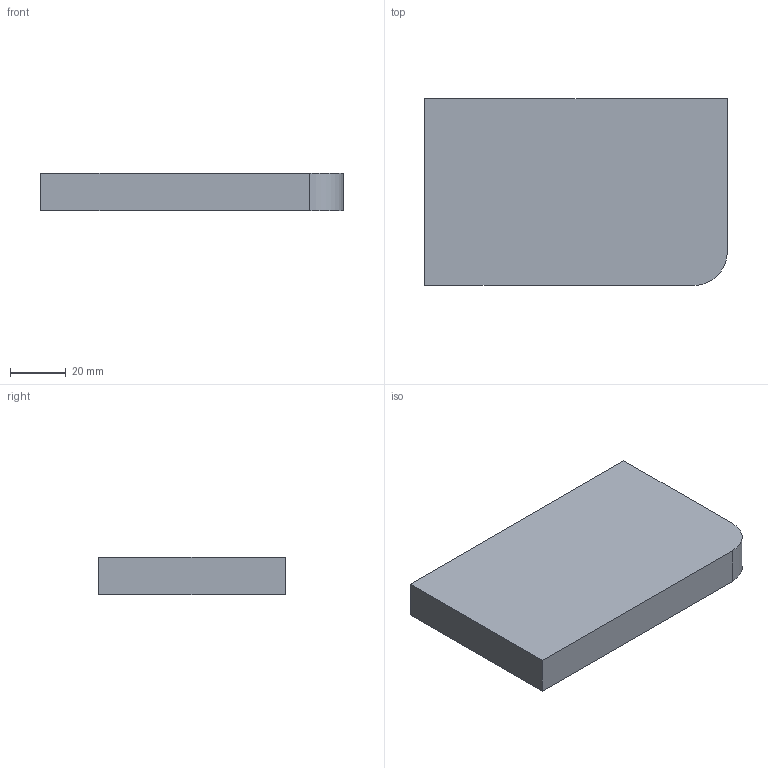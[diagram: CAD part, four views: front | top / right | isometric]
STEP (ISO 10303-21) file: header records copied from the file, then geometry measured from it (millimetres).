
FILE_DESCRIPTION(('FreeCAD Model'),'2;1');
FILE_NAME('20230720_main_1.stp', '2023-07-20T23:32:57',('Author'),(''), 'Open CASCADE STEP processor 6.9','FreeCAD','Unknown');
FILE_SCHEMA(('AUTOMOTIVE_DESIGN { 1 0 10303 214 1 1 1 1 }'));
Length unit declared in the file: millimetre
Products named in the file (1): Pocket
Bounding box: 108.41 x 67 x 13.5 mm (x, y, z)
Volume: 97636.8 mm3; surface area: 19136.2 mm2
Topology: 1 solids, 1 shells, 53 faces, 144 edges, 96 vertices
Faces by surface type: plane 52, cylinder 1
Entity records: 3533 total; most frequent: CARTESIAN_POINT 582, DIRECTION 542, LINE 428, VECTOR 428, ORIENTED_EDGE 288, PCURVE 288, DEFINITIONAL_REPRESENTATION 288, EDGE_CURVE 144
